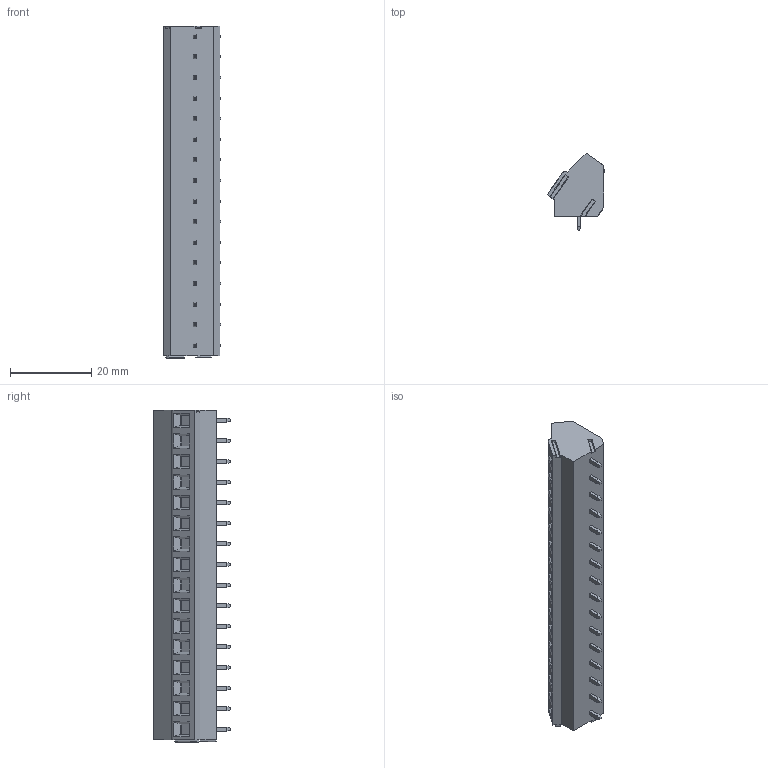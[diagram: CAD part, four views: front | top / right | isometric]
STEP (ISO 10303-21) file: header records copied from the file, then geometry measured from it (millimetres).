
FILE_DESCRIPTION((''),'2;1');
FILE_NAME('TL307','2024-12-14T',('yanfa'),(''),'PRO/ENGINEER BY PARAMETRIC TECHNOLOGY CORPORATION, 2009280','PRO/ENGINEER BY PARAMETRIC TECHNOLOGY CORPORATION, 2009280','');
FILE_SCHEMA(('AUTOMOTIVE_DESIGN_CC2 { 1 2 10303 214 -1 1 5 2 }'));
Length unit declared in the file: millimetre
Products named in the file (1): TL307
Bounding box: 14.11 x 19.03 x 81.88 mm (x, y, z)
Volume: 12052.4 mm3; surface area: 5299.2 mm2
Topology: 1 solids, 1 shells, 679 faces, 1615 edges, 1002 vertices
Faces by surface type: plane 426, cylinder 141, cone 64, torus 32, sphere 16
Entity records: 19515 total; most frequent: CARTESIAN_POINT 3649, DIRECTION 3307, ORIENTED_EDGE 3230, EDGE_CURVE 1615, VECTOR 1141, LINE 1141, AXIS2_PLACEMENT_3D 1083, VERTEX_POINT 1002
